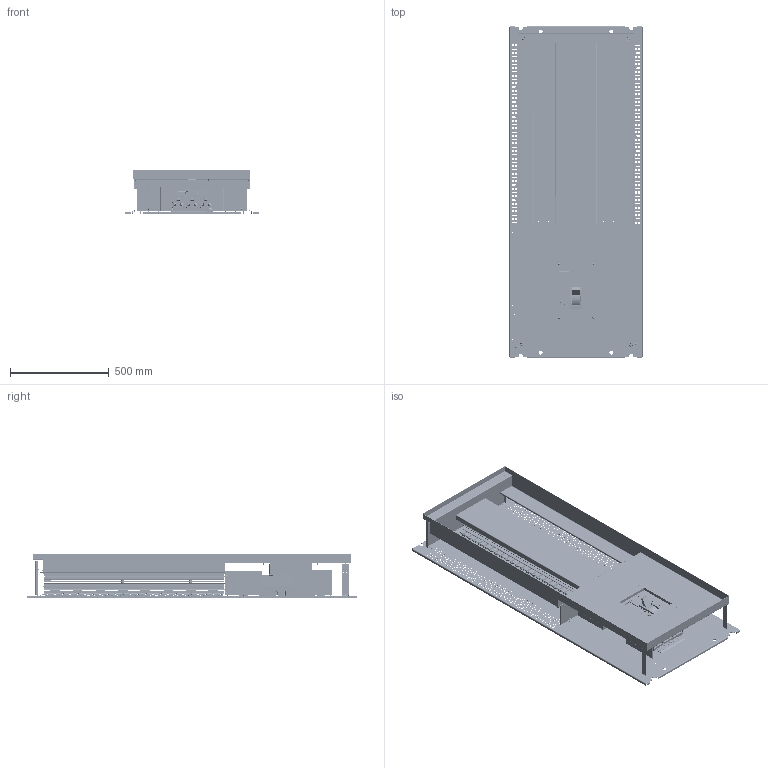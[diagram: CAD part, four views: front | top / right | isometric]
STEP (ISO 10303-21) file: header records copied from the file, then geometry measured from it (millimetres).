
FILE_DESCRIPTION((''),'2;1');
FILE_NAME('HCM36XX8MP-01','2018-01-09T',('SESA441333'),('Schneider-Electric'),'PRO/ENGINEER BY PARAMETRIC TECHNOLOGY CORPORATION, 2015440','PRO/ENGINEER BY PARAMETRIC TECHNOLOGY CORPORATION, 2015440','');
FILE_SCHEMA(('CONFIG_CONTROL_DESIGN'));
Products named in the file (1): HCM36XX8MP-01
Bounding box: 672.01 x 1677.31 x 225.78 mm (x, y, z)
Surface area: 8274731.5 mm2 (no closed solid volume)
Topology: 0 solids, 484 shells, 5763 faces, 33478 edges, 27174 vertices
Faces by surface type: plane 3712, cylinder 1083, cone 822, bspline 77, torus 48, sphere 21
Entity records: 353067 total; most frequent: CARTESIAN_POINT 103215, DIRECTION 47527, ORIENTED_EDGE 45336, EDGE_CURVE 33462, VERTEX_POINT 27173, VECTOR 22251, LINE 22251, AXIS2_PLACEMENT_3D 12638
